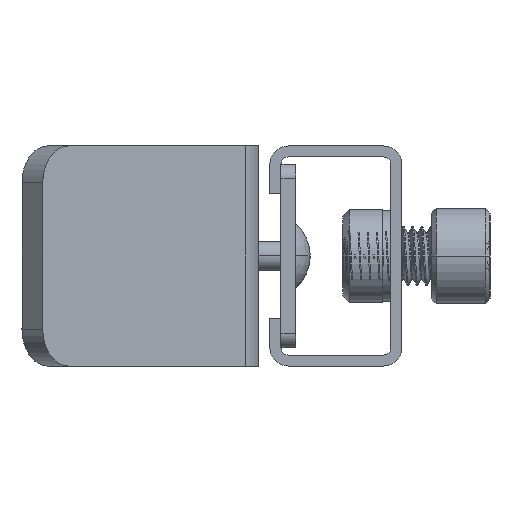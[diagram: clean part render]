
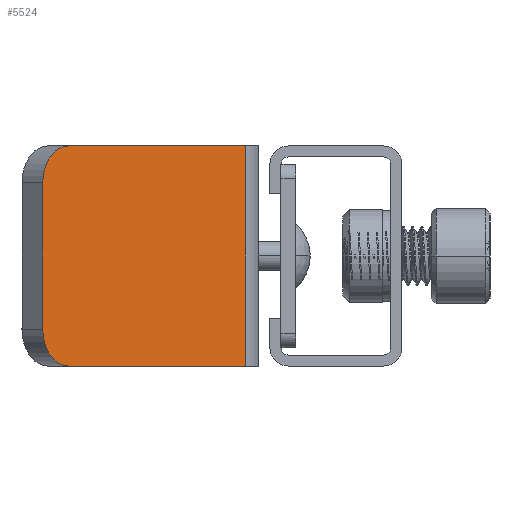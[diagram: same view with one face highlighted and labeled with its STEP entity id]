
A CAD part, left-side view. The second image highlights one B-rep face of the part: STEP entity #5524.
In plain terms, the highlighted face is planar.
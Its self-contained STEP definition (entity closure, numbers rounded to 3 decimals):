
#56 = CARTESIAN_POINT ( 'NONE',  ( 18.414, 0., -2.243 ) ) ;
#97 = EDGE_CURVE ( 'NONE', #210, #796, #3942, .T. ) ;
#118 = VECTOR ( 'NONE', #5726, 1000. ) ;
#210 = VERTEX_POINT ( 'NONE', #3207 ) ;
#211 = AXIS2_PLACEMENT_3D ( 'NONE', #4523, #1532, #5035 ) ;
#329 = EDGE_LOOP ( 'NONE', ( #3514, #3296, #4203, #5145, #1923, #1176 ) ) ;
#413 = LINE ( 'NONE', #469, #4234 ) ;
#469 = CARTESIAN_POINT ( 'NONE',  ( 46.113, 15., 25.456 ) ) ;
#796 = VERTEX_POINT ( 'NONE', #5380 ) ;
#968 = DIRECTION ( 'NONE',  ( 0.707, 0., 0.707 ) ) ;
#974 = LINE ( 'NONE', #6170, #3477 ) ;
#1176 = ORIENTED_EDGE ( 'NONE', *, *, #1249, .T. ) ;
#1204 = CARTESIAN_POINT ( 'NONE',  ( 18.414, 15., -2.243 ) ) ;
#1249 = EDGE_CURVE ( 'NONE', #6400, #2917, #1775, .T. ) ;
#1496 = DIRECTION ( 'NONE',  ( 0.707, 0., -0.707 ) ) ;
#1532 = DIRECTION ( 'NONE',  ( 0.707, 0., -0.707 ) ) ;
#1775 = CIRCLE ( 'NONE', #211, 5. ) ;
#1923 = ORIENTED_EDGE ( 'NONE', *, *, #3790, .T. ) ;
#2012 = EDGE_CURVE ( 'NONE', #2225, #796, #4656, .T. ) ;
#2025 = CARTESIAN_POINT ( 'NONE',  ( 42.577, 15., 21.92 ) ) ;
#2152 = CIRCLE ( 'NONE', #5983, 5. ) ;
#2203 = DIRECTION ( 'NONE',  ( 0.707, 0., 0.707 ) ) ;
#2218 = CARTESIAN_POINT ( 'NONE',  ( 17.828, -15., -2.828 ) ) ;
#2225 = VERTEX_POINT ( 'NONE', #1204 ) ;
#2286 = CARTESIAN_POINT ( 'NONE',  ( 46.113, -10., 25.456 ) ) ;
#2746 = AXIS2_PLACEMENT_3D ( 'NONE', #4164, #5213, #2203 ) ;
#2917 = VERTEX_POINT ( 'NONE', #4618 ) ;
#3033 = DIRECTION ( 'NONE',  ( 0., -1., 0. ) ) ;
#3137 = DIRECTION ( 'NONE',  ( 0., -1., 0. ) ) ;
#3207 = CARTESIAN_POINT ( 'NONE',  ( 42.577, -15., 21.92 ) ) ;
#3296 = ORIENTED_EDGE ( 'NONE', *, *, #5896, .T. ) ;
#3477 = VECTOR ( 'NONE', #3137, 1000. ) ;
#3514 = ORIENTED_EDGE ( 'NONE', *, *, #5362, .T. ) ;
#3790 = EDGE_CURVE ( 'NONE', #2225, #6400, #413, .T. ) ;
#3863 = FACE_OUTER_BOUND ( 'NONE', #329, .T. ) ;
#3942 = LINE ( 'NONE', #2218, #118 ) ;
#4164 = CARTESIAN_POINT ( 'NONE',  ( 10.328, 0., -10.328 ) ) ;
#4203 = ORIENTED_EDGE ( 'NONE', *, *, #97, .T. ) ;
#4234 = VECTOR ( 'NONE', #968, 1000. ) ;
#4484 = CARTESIAN_POINT ( 'NONE',  ( 42.577, -10., 21.92 ) ) ;
#4523 = CARTESIAN_POINT ( 'NONE',  ( 42.577, 10., 21.92 ) ) ;
#4618 = CARTESIAN_POINT ( 'NONE',  ( 46.113, 10., 25.456 ) ) ;
#4656 = LINE ( 'NONE', #56, #5822 ) ;
#4705 = PLANE ( 'NONE',  #2746 ) ;
#4997 = DIRECTION ( 'NONE',  ( 0.707, 0., 0.707 ) ) ;
#5035 = DIRECTION ( 'NONE',  ( 0.707, 0., 0.707 ) ) ;
#5145 = ORIENTED_EDGE ( 'NONE', *, *, #2012, .F. ) ;
#5213 = DIRECTION ( 'NONE',  ( -0.707, 0., 0.707 ) ) ;
#5362 = EDGE_CURVE ( 'NONE', #2917, #5647, #974, .T. ) ;
#5380 = CARTESIAN_POINT ( 'NONE',  ( 18.414, -15., -2.243 ) ) ;
#5524 = ADVANCED_FACE ( 'NONE', ( #3863 ), #4705, .F. ) ;
#5647 = VERTEX_POINT ( 'NONE', #2286 ) ;
#5726 = DIRECTION ( 'NONE',  ( -0.707, 0., -0.707 ) ) ;
#5822 = VECTOR ( 'NONE', #3033, 1000. ) ;
#5896 = EDGE_CURVE ( 'NONE', #5647, #210, #2152, .T. ) ;
#5983 = AXIS2_PLACEMENT_3D ( 'NONE', #4484, #1496, #4997 ) ;
#6170 = CARTESIAN_POINT ( 'NONE',  ( 46.113, -15., 25.456 ) ) ;
#6400 = VERTEX_POINT ( 'NONE', #2025 ) ;
